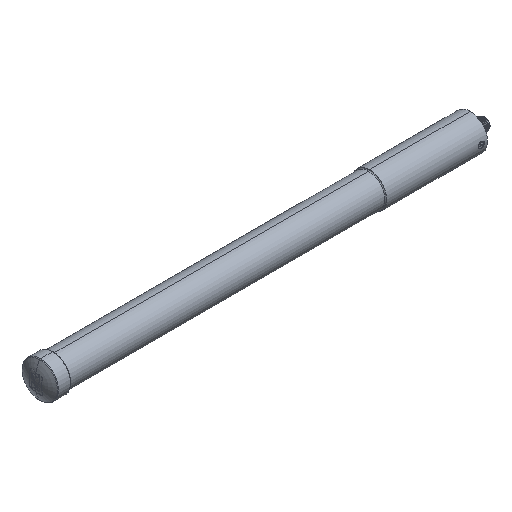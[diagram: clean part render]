
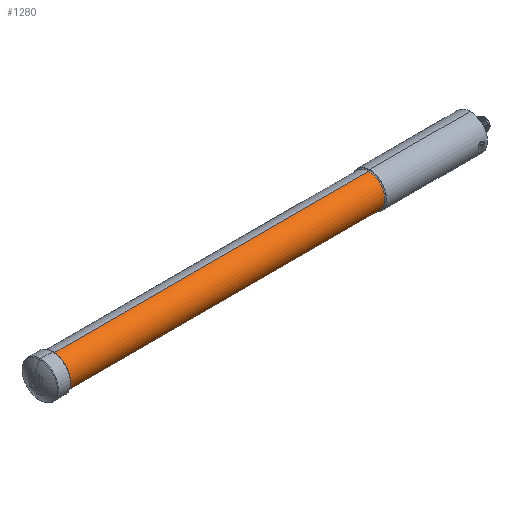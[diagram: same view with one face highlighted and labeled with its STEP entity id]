
A CAD part, isometric view. The second image highlights one B-rep face of the part: STEP entity #1280.
In plain terms, the highlighted cylindrical face has radius 20.168 mm (diameter 40.335 mm), a partial arc.
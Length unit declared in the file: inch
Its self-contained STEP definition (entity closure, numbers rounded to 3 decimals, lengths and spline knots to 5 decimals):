
#782 = VERTEX_POINT ( 'NONE', #4499 ) ;
#786 = VERTEX_POINT ( 'NONE', #4520 ) ;
#804 = EDGE_CURVE ( 'NONE', #805, #782, #4567, .T. ) ;
#805 = VERTEX_POINT ( 'NONE', #4657 ) ;
#909 = EDGE_CURVE ( 'NONE', #805, #786, #4715, .T. ) ;
#913 = VERTEX_POINT ( 'NONE', #4721 ) ;
#915 = EDGE_CURVE ( 'NONE', #782, #913, #4712, .T. ) ;
#1022 = ORIENTED_EDGE ( 'NONE', *, *, #804, .T. ) ;
#1023 = EDGE_LOOP ( 'NONE', ( #1273, #1022, #1261, #1272 ) ) ;
#1086 = EDGE_CURVE ( 'NONE', #786, #913, #5140, .T. ) ;
#1261 = ORIENTED_EDGE ( 'NONE', *, *, #915, .T. ) ;
#1272 = ORIENTED_EDGE ( 'NONE', *, *, #1086, .F. ) ;
#1273 = ORIENTED_EDGE ( 'NONE', *, *, #909, .F. ) ;
#1280 = ADVANCED_FACE ( 'NONE', ( #5502 ), #5555, .T. ) ;
#4499 = CARTESIAN_POINT ( 'NONE',  ( -20.315, 0., -0.794 ) ) ;
#4520 = CARTESIAN_POINT ( 'NONE',  ( -4.963, 0., 0.794 ) ) ;
#4567 = CIRCLE ( 'NONE', #4640, 0.794 ) ;
#4637 = DIRECTION ( 'NONE',  ( 0., 0., -1. ) ) ;
#4638 = DIRECTION ( 'NONE',  ( 1., 0., 0. ) ) ;
#4639 = CARTESIAN_POINT ( 'NONE',  ( -20.315, 0., 0. ) ) ;
#4640 = AXIS2_PLACEMENT_3D ( 'NONE', #4639, #4638, #4637 ) ;
#4657 = CARTESIAN_POINT ( 'NONE',  ( -20.315, 0., 0.794 ) ) ;
#4707 = DIRECTION ( 'NONE',  ( 1., 0., 0. ) ) ;
#4708 = DIRECTION ( 'NONE',  ( 1., 0., 0. ) ) ;
#4709 = VECTOR ( 'NONE', #4708, 39.37008 ) ;
#4710 = CARTESIAN_POINT ( 'NONE',  ( 8.51438, 0., 0.794 ) ) ;
#4712 = LINE ( 'NONE', #4717, #4720 ) ;
#4715 = LINE ( 'NONE', #4710, #4709 ) ;
#4717 = CARTESIAN_POINT ( 'NONE',  ( 8.51438, 0., -0.794 ) ) ;
#4720 = VECTOR ( 'NONE', #4707, 39.37008 ) ;
#4721 = CARTESIAN_POINT ( 'NONE',  ( -4.963, 0., -0.794 ) ) ;
#5140 = CIRCLE ( 'NONE', #5239, 0.794 ) ;
#5232 = DIRECTION ( 'NONE',  ( 0., 0., -1. ) ) ;
#5233 = DIRECTION ( 'NONE',  ( 1., 0., 0. ) ) ;
#5236 = CARTESIAN_POINT ( 'NONE',  ( -4.963, 0., 0. ) ) ;
#5239 = AXIS2_PLACEMENT_3D ( 'NONE', #5236, #5233, #5232 ) ;
#5502 = FACE_OUTER_BOUND ( 'NONE', #1023, .T. ) ;
#5547 = AXIS2_PLACEMENT_3D ( 'NONE', #5550, #5549, #5571 ) ;
#5549 = DIRECTION ( 'NONE',  ( 1., 0., 0. ) ) ;
#5550 = CARTESIAN_POINT ( 'NONE',  ( 8.51438, 0., 0. ) ) ;
#5555 = CYLINDRICAL_SURFACE ( 'NONE', #5547, 0.794 ) ;
#5571 = DIRECTION ( 'NONE',  ( 0., 0., -1. ) ) ;
